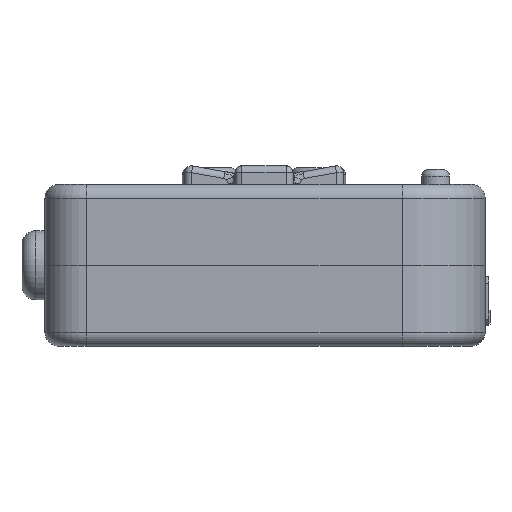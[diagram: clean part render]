
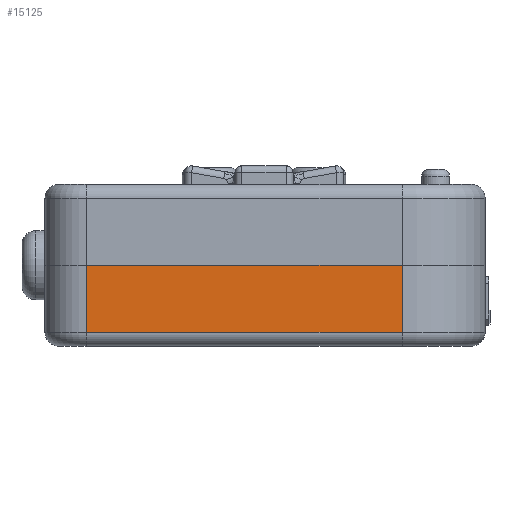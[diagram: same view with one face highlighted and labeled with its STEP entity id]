
A CAD part, left-side view. The second image highlights one B-rep face of the part: STEP entity #15125.
In plain terms, the highlighted planar face has unit normal (-1, 0, 0).
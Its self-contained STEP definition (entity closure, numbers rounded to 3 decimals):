
#2129=FACE_OUTER_BOUND('',#3149,.T.);
#3149=EDGE_LOOP('',(#13533,#13534,#13535,#13536));
#4500=LINE('',#28231,#5943);
#4579=LINE('',#28460,#6022);
#4580=LINE('',#28462,#6023);
#4581=LINE('',#28463,#6024);
#5943=VECTOR('',#20696,10.);
#6022=VECTOR('',#20965,10.);
#6023=VECTOR('',#20966,10.);
#6024=VECTOR('',#20967,10.);
#7316=VERTEX_POINT('',#28228);
#7317=VERTEX_POINT('',#28230);
#7372=VERTEX_POINT('',#28459);
#7373=VERTEX_POINT('',#28461);
#9328=EDGE_CURVE('',#7316,#7317,#4500,.T.);
#9440=EDGE_CURVE('',#7372,#7316,#4579,.T.);
#9441=EDGE_CURVE('',#7373,#7372,#4580,.T.);
#9442=EDGE_CURVE('',#7317,#7373,#4581,.T.);
#13533=ORIENTED_EDGE('',*,*,#9328,.F.);
#13534=ORIENTED_EDGE('',*,*,#9440,.F.);
#13535=ORIENTED_EDGE('',*,*,#9441,.F.);
#13536=ORIENTED_EDGE('',*,*,#9442,.F.);
#14246=PLANE('',#16698);
#15125=ADVANCED_FACE('',(#2129),#14246,.T.);
#16698=AXIS2_PLACEMENT_3D('',#28458,#20963,#20964);
#20696=DIRECTION('',(0.,-1.,0.));
#20963=DIRECTION('center_axis',(-1.,0.,0.));
#20964=DIRECTION('ref_axis',(0.,-1.,0.));
#20965=DIRECTION('',(0.,0.,1.));
#20966=DIRECTION('',(0.,1.,0.));
#20967=DIRECTION('',(0.,0.,-1.));
#28228=CARTESIAN_POINT('',(-35.,27.7,-0.3));
#28230=CARTESIAN_POINT('',(-35.,-18.,-0.3));
#28231=CARTESIAN_POINT('',(-35.,17.775,-0.3));
#28458=CARTESIAN_POINT('Origin',(-35.,33.7,0.));
#28459=CARTESIAN_POINT('',(-35.,27.7,-10.));
#28460=CARTESIAN_POINT('',(-35.,27.7,0.));
#28461=CARTESIAN_POINT('',(-35.,-18.,-10.));
#28462=CARTESIAN_POINT('',(-35.,17.775,-10.));
#28463=CARTESIAN_POINT('',(-35.,-18.,0.));
